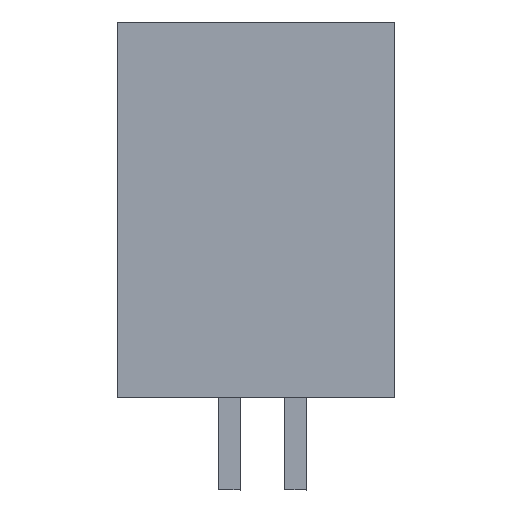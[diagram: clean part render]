
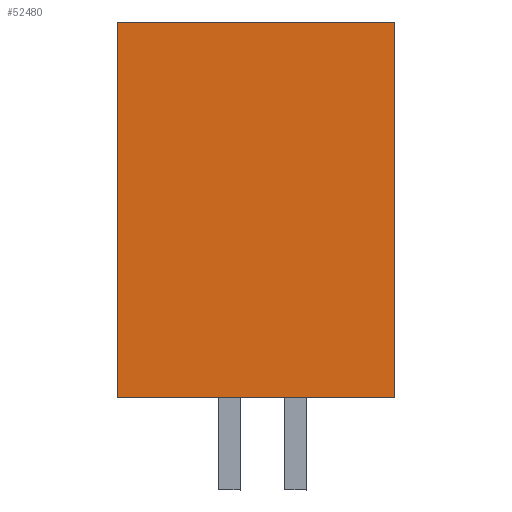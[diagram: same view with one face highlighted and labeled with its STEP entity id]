
A CAD part, left-side view. The second image highlights one B-rep face of the part: STEP entity #52480.
In plain terms, the highlighted planar face has unit normal (-1, 0, 0).
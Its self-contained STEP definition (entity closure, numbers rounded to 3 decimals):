
#52472=AXIS2_PLACEMENT_3D('Plane Axis2P3D',#52469,#52470,#52471) ;
#49380=CARTESIAN_POINT('Vertex',(0.,10.5,17.7)) ;
#49383=CARTESIAN_POINT('Line Origine',(0.,5.25,17.7)) ;
#49387=CARTESIAN_POINT('Vertex',(0.,0.,17.7)) ;
#49511=CARTESIAN_POINT('Vertex',(0.,10.5,3.5)) ;
#49514=CARTESIAN_POINT('Line Origine',(0.,10.5,10.6)) ;
#50105=CARTESIAN_POINT('Line Origine',(0.,0.,10.6)) ;
#50109=CARTESIAN_POINT('Vertex',(0.,0.,3.5)) ;
#50657=CARTESIAN_POINT('Line Origine',(0.,5.25,3.5)) ;
#52469=CARTESIAN_POINT('Axis2P3D Location',(0.,10.5,0.)) ;
#49384=DIRECTION('Vector Direction',(0.,-1.,0.)) ;
#49515=DIRECTION('Vector Direction',(0.,0.,1.)) ;
#50106=DIRECTION('Vector Direction',(0.,0.,1.)) ;
#50658=DIRECTION('Vector Direction',(0.,-1.,0.)) ;
#52470=DIRECTION('Axis2P3D Direction',(-1.,0.,0.)) ;
#52471=DIRECTION('Axis2P3D XDirection',(0.,-1.,0.)) ;
#49385=VECTOR('Line Direction',#49384,1.) ;
#49516=VECTOR('Line Direction',#49515,1.) ;
#50107=VECTOR('Line Direction',#50106,1.) ;
#50659=VECTOR('Line Direction',#50658,1.) ;
#52475=ORIENTED_EDGE('',*,*,#49518,.T.) ;
#52476=ORIENTED_EDGE('',*,*,#50661,.T.) ;
#52477=ORIENTED_EDGE('',*,*,#50111,.T.) ;
#52478=ORIENTED_EDGE('',*,*,#49389,.T.) ;
#52480=ADVANCED_FACE('HOUSING',(#52479),#52473,.T.) ;
#49389=EDGE_CURVE('',#49388,#49381,#49386,.F.) ;
#49518=EDGE_CURVE('',#49381,#49512,#49517,.F.) ;
#50111=EDGE_CURVE('',#50110,#49388,#50108,.T.) ;
#50661=EDGE_CURVE('',#49512,#50110,#50660,.T.) ;
#52474=EDGE_LOOP('',(#52475,#52476,#52477,#52478)) ;
#52479=FACE_OUTER_BOUND('',#52474,.T.) ;
#49386=LINE('Line',#49383,#49385) ;
#49517=LINE('Line',#49514,#49516) ;
#50108=LINE('Line',#50105,#50107) ;
#50660=LINE('Line',#50657,#50659) ;
#52473=PLANE('',#52472) ;
#49381=VERTEX_POINT('',#49380) ;
#49388=VERTEX_POINT('',#49387) ;
#49512=VERTEX_POINT('',#49511) ;
#50110=VERTEX_POINT('',#50109) ;
